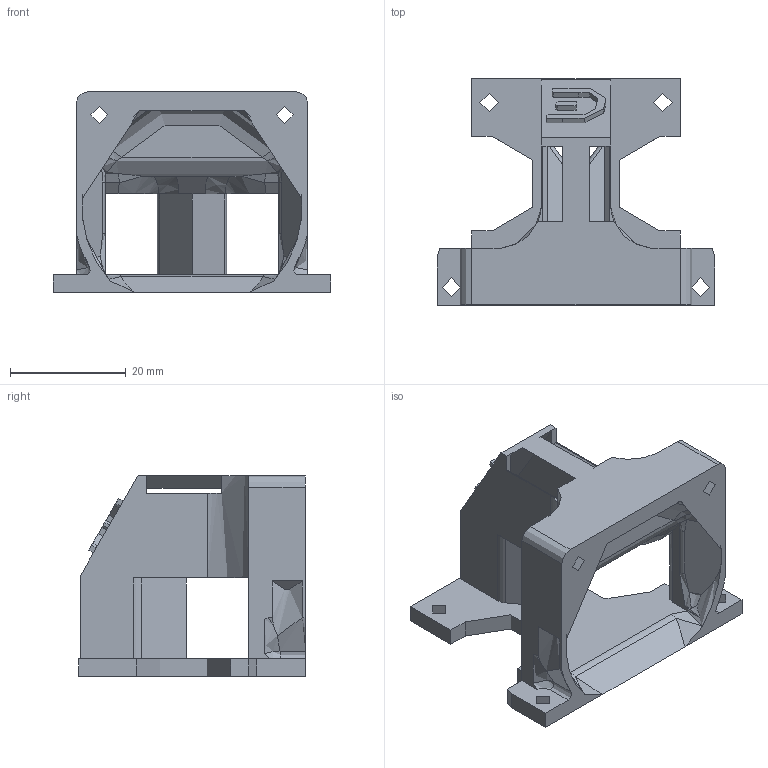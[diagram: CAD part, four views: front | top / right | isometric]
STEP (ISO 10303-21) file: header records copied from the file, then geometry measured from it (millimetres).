
FILE_DESCRIPTION(/* description */ (''),/* implementation_level */ '2;1');
FILE_NAME(/* name */ 'cooling_tube_dual.stp',/* time_stamp */ '2016-11-06T10:39:35+01:00',/* author */ (''),/* organization */ (''),/* preprocessor_version */ 'ST-DEVELOPER v16.5',/* originating_system */ 'Autodesk Translation Framework v5.2.0.2031',/* authorisation */ '');
FILE_SCHEMA (('AUTOMOTIVE_DESIGN { 1 0 10303 214 3 1 1 }'));
Length unit declared in the file: centimetre
Products named in the file (1): cooling_tube_dual
Bounding box: 48 x 39.11 x 34.63 mm (x, y, z)
Volume: 11527.6 mm3; surface area: 9550.3 mm2
Topology: 1 solids, 1 shells, 151 faces, 460 edges, 303 vertices
Faces by surface type: plane 75, cylinder 37, bspline 36, torus 3
Full cylindrical faces by diameter (mm): 2.94 x2, 3.2 x4
Entity records: 8189 total; most frequent: CARTESIAN_POINT 4287, ORIENTED_EDGE 902, DIRECTION 678, EDGE_CURVE 450, VERTEX_POINT 303, LINE 262, VECTOR 262, AXIS2_PLACEMENT_3D 208
